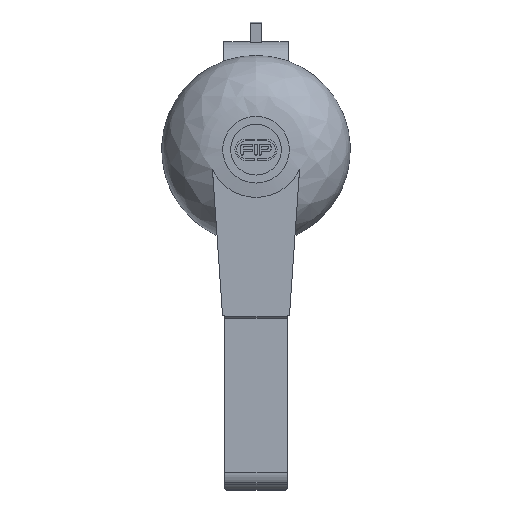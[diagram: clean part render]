
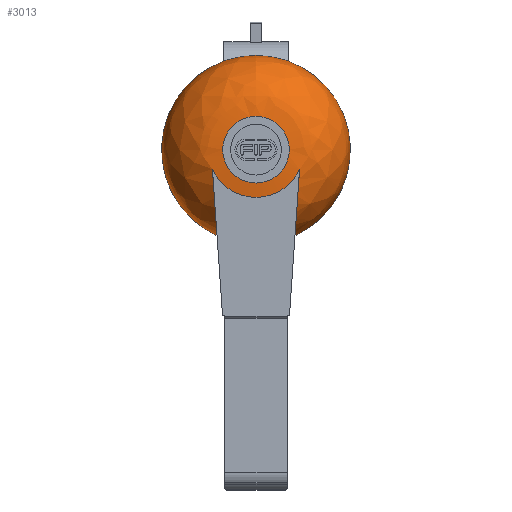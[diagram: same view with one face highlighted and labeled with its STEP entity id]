
A CAD part, top view. The second image highlights one B-rep face of the part: STEP entity #3013.
In plain terms, the highlighted free-form (B-spline) face has degree [2, 2] with [3, 9] control points.
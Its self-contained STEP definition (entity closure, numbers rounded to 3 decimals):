
#26=(
BOUNDED_CURVE()
B_SPLINE_CURVE(2,(#4965,#4966,#4967),.UNSPECIFIED.,.F.,.F.)
B_SPLINE_CURVE_WITH_KNOTS((3,3),(-1.571,0.),
 .UNSPECIFIED.)
CURVE()
GEOMETRIC_REPRESENTATION_ITEM()
RATIONAL_B_SPLINE_CURVE((1.,0.707,1.))
REPRESENTATION_ITEM($)
);
#27=(
BOUNDED_SURFACE()
B_SPLINE_SURFACE(2,2,((#4934,#4935,#4936,#4937,#4938,#4939,#4940,#4941,
#4942),(#4943,#4944,#4945,#4946,#4947,#4948,#4949,#4950,#4951),(#4952,#4953,
#4954,#4955,#4956,#4957,#4958,#4959,#4960)),.UNSPECIFIED.,.F.,.T.,.F.)
B_SPLINE_SURFACE_WITH_KNOTS((3,3),(3,2,2,2,3),(0.,1.571),
(-3.142,-1.571,0.,1.571,3.142),
 .UNSPECIFIED.)
GEOMETRIC_REPRESENTATION_ITEM()
RATIONAL_B_SPLINE_SURFACE(((1.,0.707,1.,0.707,1.,
0.707,1.,0.707,1.),(0.707,0.5,0.707,
0.5,0.707,0.5,0.707,0.5,0.707),(1.,
0.707,1.,0.707,1.,0.707,1.,0.707,
1.)))
REPRESENTATION_ITEM($)
SURFACE()
);
#44=B_SPLINE_CURVE_WITH_KNOTS($,3,(#4971,#4972,#4973,#4974,#4975,#4976,
#4977,#4978,#4979,#4980,#4981,#4982,#4983,#4984,#4985,#4986,#4987,#4988,
#4989,#4990),.UNSPECIFIED.,.F.,.F.,(4,2,2,2,2,2,2,2,2,4),(-10.381,
-9.917,-9.278,-8.64,-8.078,
-7.516,-7.025,-6.535,-6.065,
-5.596),.UNSPECIFIED.);
#45=B_SPLINE_CURVE_WITH_KNOTS($,3,(#4994,#4995,#4996,#4997,#4998,#4999,
#5000,#5001,#5002,#5003,#5004,#5005,#5006,#5007,#5008,#5009,#5010,#5011,
#5012,#5013),.UNSPECIFIED.,.F.,.F.,(4,2,2,2,2,2,2,2,2,4),(-16.789,
-16.32,-15.851,-15.361,-14.87,
-14.308,-13.745,-13.107,-12.469,
-12.004),.UNSPECIFIED.);
#846=FACE_OUTER_BOUND($,#1032,.T.);
#1032=EDGE_LOOP($,(#2445,#2446,#2447,#2448,#2449,#2450,#2451,#2452,#2453));
#1194=CIRCLE($,#3270,17.14);
#1195=CIRCLE($,#3271,48.54);
#1196=CIRCLE($,#3272,24.562);
#1197=CIRCLE($,#3273,48.54);
#1198=CIRCLE($,#3274,17.14);
#1413=VERTEX_POINT($,#4961);
#1414=VERTEX_POINT($,#4962);
#1415=VERTEX_POINT($,#4964);
#1416=VERTEX_POINT($,#4968);
#1417=VERTEX_POINT($,#4970);
#1418=VERTEX_POINT($,#4991);
#1419=VERTEX_POINT($,#4993);
#1781=EDGE_CURVE($,#1413,#1414,#1194,.T.);
#1782=EDGE_CURVE($,#1414,#1415,#26,.T.);
#1783=EDGE_CURVE($,#1416,#1415,#1195,.T.);
#1784=EDGE_CURVE($,#1417,#1416,#44,.T.);
#1785=EDGE_CURVE($,#1418,#1417,#1196,.T.);
#1786=EDGE_CURVE($,#1419,#1418,#45,.T.);
#1787=EDGE_CURVE($,#1415,#1419,#1197,.T.);
#1788=EDGE_CURVE($,#1414,#1413,#1198,.T.);
#2445=ORIENTED_EDGE($,*,*,#1781,.T.);
#2446=ORIENTED_EDGE($,*,*,#1782,.T.);
#2447=ORIENTED_EDGE($,*,*,#1783,.F.);
#2448=ORIENTED_EDGE($,*,*,#1784,.F.);
#2449=ORIENTED_EDGE($,*,*,#1785,.F.);
#2450=ORIENTED_EDGE($,*,*,#1786,.F.);
#2451=ORIENTED_EDGE($,*,*,#1787,.F.);
#2452=ORIENTED_EDGE($,*,*,#1782,.F.);
#2453=ORIENTED_EDGE($,*,*,#1788,.T.);
#3013=ADVANCED_FACE($,(#846),#27,.F.);
#3270=AXIS2_PLACEMENT_3D($,#4963,#3901,#3902);
#3271=AXIS2_PLACEMENT_3D($,#4969,#3903,#3904);
#3272=AXIS2_PLACEMENT_3D($,#4992,#3905,#3906);
#3273=AXIS2_PLACEMENT_3D($,#5014,#3907,#3908);
#3274=AXIS2_PLACEMENT_3D($,#5015,#3909,#3910);
#3901=DIRECTION('center_axis',(0.,0.,-1.));
#3902=DIRECTION('ref_axis',(-1.,0.,0.));
#3903=DIRECTION('center_axis',(0.,0.,-1.));
#3904=DIRECTION('ref_axis',(-1.,0.,0.));
#3905=DIRECTION('center_axis',(0.,0.,-1.));
#3906=DIRECTION('ref_axis',(-1.,0.,0.));
#3907=DIRECTION('center_axis',(0.,0.,-1.));
#3908=DIRECTION('ref_axis',(-1.,0.,0.));
#3909=DIRECTION('center_axis',(0.,0.,-1.));
#3910=DIRECTION('ref_axis',(-1.,0.,0.));
#4934=CARTESIAN_POINT('Ctrl Pts',(-48.54,0.,
13.98));
#4935=CARTESIAN_POINT('Ctrl Pts',(-48.54,-48.54,13.98));
#4936=CARTESIAN_POINT('Ctrl Pts',(0.,-48.54,
13.98));
#4937=CARTESIAN_POINT('Ctrl Pts',(48.54,-48.54,13.98));
#4938=CARTESIAN_POINT('Ctrl Pts',(48.54,0.,
13.98));
#4939=CARTESIAN_POINT('Ctrl Pts',(48.54,48.54,13.98));
#4940=CARTESIAN_POINT('Ctrl Pts',(0.,48.54,
13.98));
#4941=CARTESIAN_POINT('Ctrl Pts',(-48.54,48.54,13.98));
#4942=CARTESIAN_POINT('Ctrl Pts',(-48.54,0.,
13.98));
#4943=CARTESIAN_POINT('Ctrl Pts',(-48.54,0.,
45.38));
#4944=CARTESIAN_POINT('Ctrl Pts',(-48.54,-48.54,45.38));
#4945=CARTESIAN_POINT('Ctrl Pts',(0.,-48.54,
45.38));
#4946=CARTESIAN_POINT('Ctrl Pts',(48.54,-48.54,45.38));
#4947=CARTESIAN_POINT('Ctrl Pts',(48.54,0.,
45.38));
#4948=CARTESIAN_POINT('Ctrl Pts',(48.54,48.54,45.38));
#4949=CARTESIAN_POINT('Ctrl Pts',(0.,48.54,
45.38));
#4950=CARTESIAN_POINT('Ctrl Pts',(-48.54,48.54,45.38));
#4951=CARTESIAN_POINT('Ctrl Pts',(-48.54,0.,
45.38));
#4952=CARTESIAN_POINT('Ctrl Pts',(-17.14,0.,
45.38));
#4953=CARTESIAN_POINT('Ctrl Pts',(-17.14,-17.14,45.38));
#4954=CARTESIAN_POINT('Ctrl Pts',(0.,-17.14,
45.38));
#4955=CARTESIAN_POINT('Ctrl Pts',(17.14,-17.14,45.38));
#4956=CARTESIAN_POINT('Ctrl Pts',(17.14,0.,
45.38));
#4957=CARTESIAN_POINT('Ctrl Pts',(17.14,17.14,45.38));
#4958=CARTESIAN_POINT('Ctrl Pts',(0.,17.14,
45.38));
#4959=CARTESIAN_POINT('Ctrl Pts',(-17.14,17.14,45.38));
#4960=CARTESIAN_POINT('Ctrl Pts',(-17.14,0.,
45.38));
#4961=CARTESIAN_POINT('',(17.14,0.,45.38));
#4962=CARTESIAN_POINT('',(-17.14,0.,45.38));
#4963=CARTESIAN_POINT('Origin',(0.,0.,45.38));
#4964=CARTESIAN_POINT('',(-48.54,0.,13.98));
#4965=CARTESIAN_POINT('Ctrl Pts',(-17.14,0.,
45.38));
#4966=CARTESIAN_POINT('Ctrl Pts',(-48.54,0.,
45.38));
#4967=CARTESIAN_POINT('Ctrl Pts',(-48.54,0.,
13.98));
#4968=CARTESIAN_POINT('',(44.209,-20.041,13.98));
#4969=CARTESIAN_POINT('Origin',(0.,0.,13.98));
#4970=CARTESIAN_POINT('',(10.058,-22.408,44.49));
#4971=CARTESIAN_POINT('Ctrl Pts',(10.058,-22.408,44.49));
#4972=CARTESIAN_POINT('Ctrl Pts',(11.719,-22.293,44.35));
#4973=CARTESIAN_POINT('Ctrl Pts',(13.389,-22.177,44.156));
#4974=CARTESIAN_POINT('Ctrl Pts',(17.313,-21.905,43.521));
#4975=CARTESIAN_POINT('Ctrl Pts',(19.552,-21.75,43.013));
#4976=CARTESIAN_POINT('Ctrl Pts',(23.831,-21.453,41.672));
#4977=CARTESIAN_POINT('Ctrl Pts',(25.871,-21.312,40.839));
#4978=CARTESIAN_POINT('Ctrl Pts',(29.419,-21.066,39.004));
#4979=CARTESIAN_POINT('Ctrl Pts',(31.164,-20.945,37.921));
#4980=CARTESIAN_POINT('Ctrl Pts',(34.398,-20.721,35.426));
#4981=CARTESIAN_POINT('Ctrl Pts',(35.886,-20.618,34.013));
#4982=CARTESIAN_POINT('Ctrl Pts',(38.195,-20.458,31.375));
#4983=CARTESIAN_POINT('Ctrl Pts',(39.265,-20.384,29.936));
#4984=CARTESIAN_POINT('Ctrl Pts',(41.102,-20.257,26.878));
#4985=CARTESIAN_POINT('Ctrl Pts',(41.87,-20.203,25.258));
#4986=CARTESIAN_POINT('Ctrl Pts',(42.99,-20.126,22.263));
#4987=CARTESIAN_POINT('Ctrl Pts',(43.458,-20.093,20.613));
#4988=CARTESIAN_POINT('Ctrl Pts',(44.068,-20.051,17.253));
#4989=CARTESIAN_POINT('Ctrl Pts',(44.209,-20.041,15.543));
#4990=CARTESIAN_POINT('Ctrl Pts',(44.209,-20.041,13.98));
#4991=CARTESIAN_POINT('',(10.058,22.408,44.49));
#4992=CARTESIAN_POINT('Origin',(0.,0.,44.49));
#4993=CARTESIAN_POINT('',(44.209,20.041,13.98));
#4994=CARTESIAN_POINT('Ctrl Pts',(44.209,20.041,13.98));
#4995=CARTESIAN_POINT('Ctrl Pts',(44.209,20.041,15.543));
#4996=CARTESIAN_POINT('Ctrl Pts',(44.068,20.051,17.253));
#4997=CARTESIAN_POINT('Ctrl Pts',(43.458,20.093,20.613));
#4998=CARTESIAN_POINT('Ctrl Pts',(42.99,20.126,22.263));
#4999=CARTESIAN_POINT('Ctrl Pts',(41.87,20.203,25.258));
#5000=CARTESIAN_POINT('Ctrl Pts',(41.102,20.257,26.878));
#5001=CARTESIAN_POINT('Ctrl Pts',(39.265,20.384,29.936));
#5002=CARTESIAN_POINT('Ctrl Pts',(38.195,20.458,31.375));
#5003=CARTESIAN_POINT('Ctrl Pts',(35.886,20.618,34.013));
#5004=CARTESIAN_POINT('Ctrl Pts',(34.398,20.721,35.426));
#5005=CARTESIAN_POINT('Ctrl Pts',(31.164,20.945,37.921));
#5006=CARTESIAN_POINT('Ctrl Pts',(29.419,21.066,39.004));
#5007=CARTESIAN_POINT('Ctrl Pts',(25.871,21.312,40.839));
#5008=CARTESIAN_POINT('Ctrl Pts',(23.831,21.453,41.672));
#5009=CARTESIAN_POINT('Ctrl Pts',(19.552,21.75,43.013));
#5010=CARTESIAN_POINT('Ctrl Pts',(17.313,21.905,43.521));
#5011=CARTESIAN_POINT('Ctrl Pts',(13.389,22.177,44.156));
#5012=CARTESIAN_POINT('Ctrl Pts',(11.719,22.293,44.35));
#5013=CARTESIAN_POINT('Ctrl Pts',(10.058,22.408,44.49));
#5014=CARTESIAN_POINT('Origin',(0.,0.,13.98));
#5015=CARTESIAN_POINT('Origin',(0.,0.,45.38));
